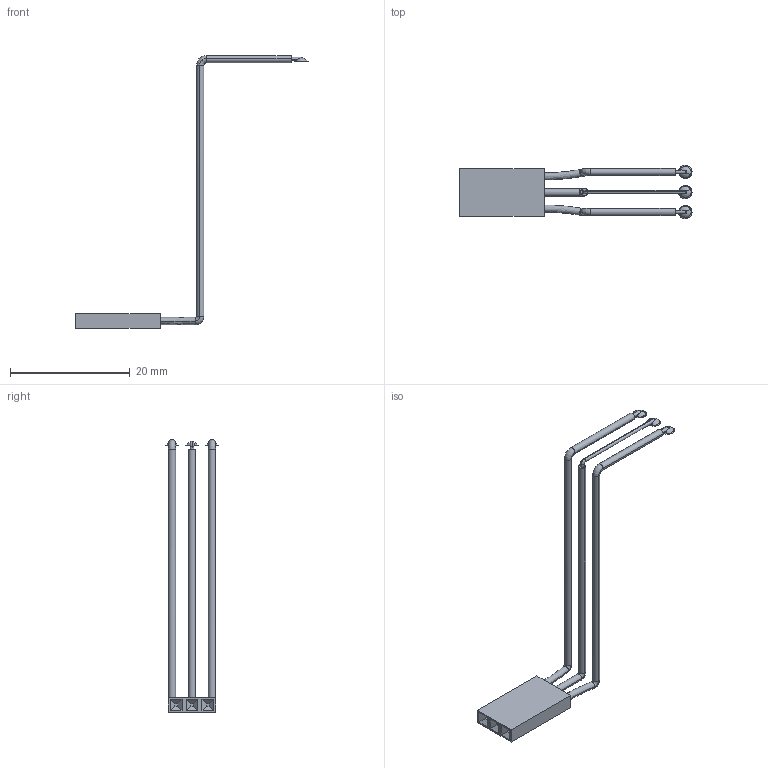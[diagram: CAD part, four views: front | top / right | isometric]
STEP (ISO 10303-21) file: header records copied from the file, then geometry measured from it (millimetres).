
FILE_DESCRIPTION(('CATIA V5 STEP Exchange'),'2;1');
FILE_NAME('Assembly02.stp','2019-10-22T11:01:51+00:00',('none'),('none'),'CATIA Version 5 Release 21 GA (IN-10)','CATIA V5 STEP AP203','none');
FILE_SCHEMA(('CONFIG_CONTROL_DESIGN'));
Length unit declared in the file: millimetre
Products named in the file (1): Wires
Bounding box: 38.84 x 8.94 x 45.67 mm (x, y, z)
Volume: 479.9 mm3; surface area: 1151.9 mm2
Topology: 1 solids, 1 shells, 91 faces, 200 edges, 130 vertices
Faces by surface type: plane 39, cylinder 12, torus 10, sphere 10, revolution 8, extrusion 8, bspline 4
Entity records: 3137 total; most frequent: CARTESIAN_POINT 1309, ORIENTED_EDGE 394, DIRECTION 272, EDGE_CURVE 197, AXIS2_PLACEMENT_3D 123, VERTEX_POINT 117, EDGE_LOOP 100, VECTOR 91
